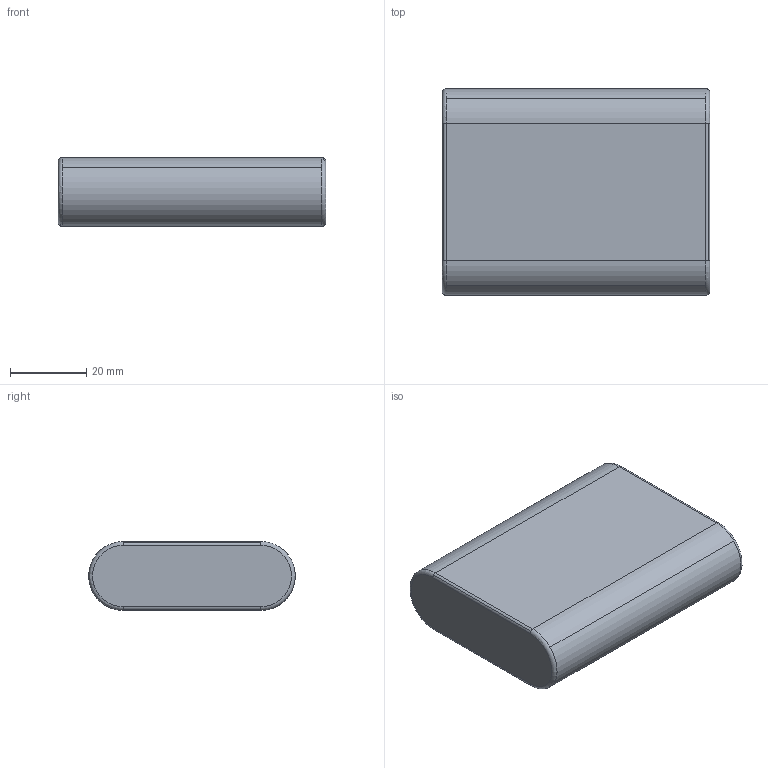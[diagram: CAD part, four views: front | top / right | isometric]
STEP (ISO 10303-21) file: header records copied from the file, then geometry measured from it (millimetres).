
FILE_DESCRIPTION (( 'STEP AP214' ), '1' );
FILE_NAME ('353 6600mAh Battery.STEP', '2022-01-24T21:48:03', ( '' ), ( '' ), 'SwSTEP 2.0', 'SolidWorks 2021', '' );
FILE_SCHEMA (( 'AUTOMOTIVE_DESIGN' ));
Length unit declared in the file: millimetre
Products named in the file (1): 353 6600mAh Battery
Bounding box: 70 x 53.98 x 18 mm (x, y, z)
Volume: 63118.3 mm3; surface area: 10692.1 mm2
Topology: 1 solids, 1 shells, 20 faces, 46 edges, 28 vertices
Faces by surface type: cylinder 12, plane 4, torus 4
Entity records: 608 total; most frequent: DIRECTION 116, CARTESIAN_POINT 95, ORIENTED_EDGE 92, AXIS2_PLACEMENT_3D 49, EDGE_CURVE 46, VERTEX_POINT 28, CIRCLE 28, FACE_OUTER_BOUND 20
